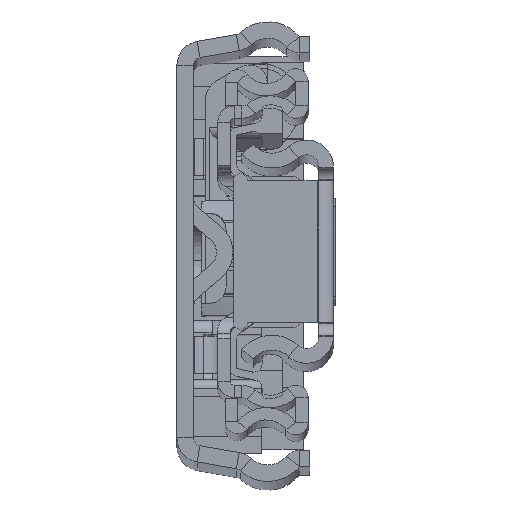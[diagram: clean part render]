
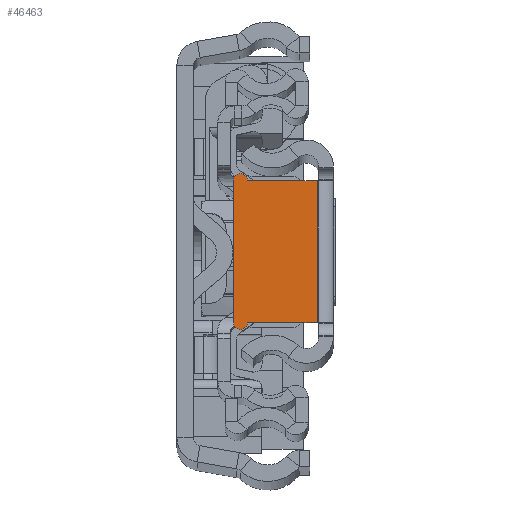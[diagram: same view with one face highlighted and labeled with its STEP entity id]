
A CAD part, top view. The second image highlights one B-rep face of the part: STEP entity #46463.
In plain terms, the highlighted planar face has unit normal (0, 0, 1).
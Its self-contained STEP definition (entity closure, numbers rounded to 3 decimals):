
#45 = ORIENTED_EDGE ( 'NONE', *, *, #13297, .F. ) ;
#450 = CARTESIAN_POINT ( 'NONE',  ( -12.2, 8.65, 0. ) ) ;
#1864 = DIRECTION ( 'NONE',  ( 1., 0., 0. ) ) ;
#3108 = PLANE ( 'NONE',  #34667 ) ;
#3700 = DIRECTION ( 'NONE',  ( 0., 1., 0. ) ) ;
#7102 = VERTEX_POINT ( 'NONE', #46758 ) ;
#7169 = VERTEX_POINT ( 'NONE', #13707 ) ;
#8798 = CIRCLE ( 'NONE', #40982, 0.85 ) ;
#10661 = CARTESIAN_POINT ( 'NONE',  ( -2., 8.65, 0. ) ) ;
#11989 = VECTOR ( 'NONE', #24912, 1000. ) ;
#13085 = DIRECTION ( 'NONE',  ( 0., 0., 1. ) ) ;
#13297 = EDGE_CURVE ( 'NONE', #29861, #47547, #39664, .T. ) ;
#13707 = CARTESIAN_POINT ( 'NONE',  ( -12.2, -8.65, 0. ) ) ;
#14943 = VECTOR ( 'NONE', #3700, 1000. ) ;
#15187 = FACE_OUTER_BOUND ( 'NONE', #32670, .T. ) ;
#16142 = CARTESIAN_POINT ( 'NONE',  ( -11.35, -8.65, 0. ) ) ;
#16301 = DIRECTION ( 'NONE',  ( -1., 0., 0. ) ) ;
#17881 = VERTEX_POINT ( 'NONE', #27085 ) ;
#17961 = ORIENTED_EDGE ( 'NONE', *, *, #35054, .F. ) ;
#20058 = EDGE_CURVE ( 'NONE', #7169, #17881, #8798, .T. ) ;
#20151 = DIRECTION ( 'NONE',  ( 0., 0., 1. ) ) ;
#20889 = CARTESIAN_POINT ( 'NONE',  ( -2., 0., 0. ) ) ;
#21739 = CARTESIAN_POINT ( 'NONE',  ( 0., 0., 0. ) ) ;
#24436 = EDGE_CURVE ( 'NONE', #7102, #47547, #32511, .T. ) ;
#24912 = DIRECTION ( 'NONE',  ( 0., 1., 0. ) ) ;
#27085 = CARTESIAN_POINT ( 'NONE',  ( -10.5, -8.65, 0. ) ) ;
#27361 = LINE ( 'NONE', #47055, #29320 ) ;
#27929 = CARTESIAN_POINT ( 'NONE',  ( -12.2, 8.65, 0. ) ) ;
#28439 = DIRECTION ( 'NONE',  ( 1., 0., 0. ) ) ;
#29320 = VECTOR ( 'NONE', #16301, 1000. ) ;
#29861 = VERTEX_POINT ( 'NONE', #42364 ) ;
#31968 = ORIENTED_EDGE ( 'NONE', *, *, #20058, .T. ) ;
#31987 = CARTESIAN_POINT ( 'NONE',  ( -11.35, 8.65, 0. ) ) ;
#32511 = LINE ( 'NONE', #20889, #11989 ) ;
#32670 = EDGE_LOOP ( 'NONE', ( #46981, #31968, #17961, #46630, #45, #41012 ) ) ;
#34447 = AXIS2_PLACEMENT_3D ( 'NONE', #31987, #13085, #28439 ) ;
#34667 = AXIS2_PLACEMENT_3D ( 'NONE', #21739, #45939, #37107 ) ;
#35054 = EDGE_CURVE ( 'NONE', #7102, #17881, #27361, .T. ) ;
#37107 = DIRECTION ( 'NONE',  ( 1., 0., 0. ) ) ;
#37692 = CIRCLE ( 'NONE', #34447, 0.85 ) ;
#38209 = LINE ( 'NONE', #450, #14943 ) ;
#39664 = LINE ( 'NONE', #43438, #46097 ) ;
#40982 = AXIS2_PLACEMENT_3D ( 'NONE', #16142, #20151, #46384 ) ;
#41012 = ORIENTED_EDGE ( 'NONE', *, *, #43870, .T. ) ;
#41410 = EDGE_CURVE ( 'NONE', #7169, #42810, #38209, .T. ) ;
#42364 = CARTESIAN_POINT ( 'NONE',  ( -10.5, 8.65, 0. ) ) ;
#42810 = VERTEX_POINT ( 'NONE', #27929 ) ;
#43438 = CARTESIAN_POINT ( 'NONE',  ( -1.8, 8.65, 0. ) ) ;
#43870 = EDGE_CURVE ( 'NONE', #29861, #42810, #37692, .T. ) ;
#45939 = DIRECTION ( 'NONE',  ( 0., 0., 1. ) ) ;
#46097 = VECTOR ( 'NONE', #1864, 1000. ) ;
#46384 = DIRECTION ( 'NONE',  ( -1., 0., 0. ) ) ;
#46463 = ADVANCED_FACE ( 'NONE', ( #15187 ), #3108, .T. ) ;
#46630 = ORIENTED_EDGE ( 'NONE', *, *, #24436, .T. ) ;
#46758 = CARTESIAN_POINT ( 'NONE',  ( -2., -8.65, 0. ) ) ;
#46981 = ORIENTED_EDGE ( 'NONE', *, *, #41410, .F. ) ;
#47055 = CARTESIAN_POINT ( 'NONE',  ( -12.2, -8.65, 0. ) ) ;
#47547 = VERTEX_POINT ( 'NONE', #10661 ) ;
